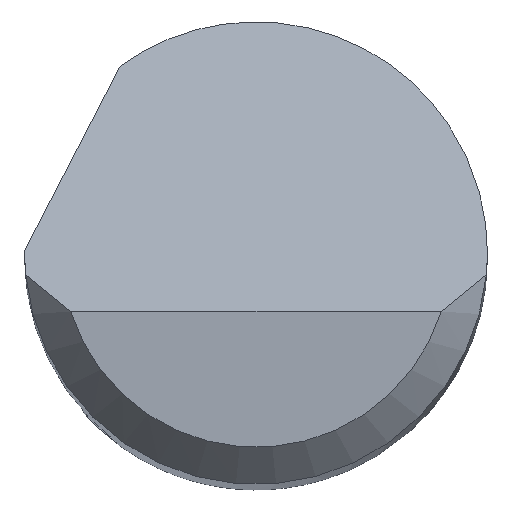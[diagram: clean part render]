
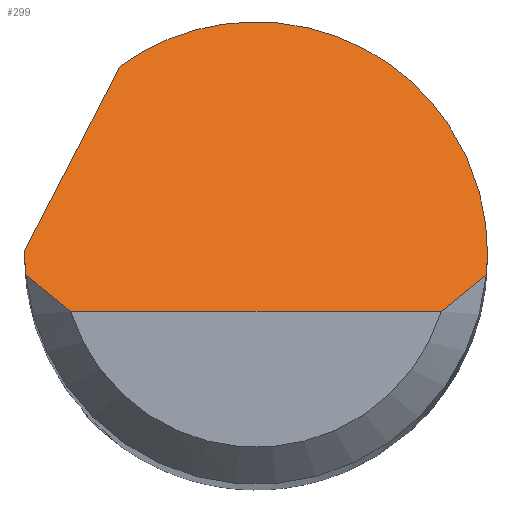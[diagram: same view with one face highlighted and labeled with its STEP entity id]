
A CAD part, top view. The second image highlights one B-rep face of the part: STEP entity #299.
In plain terms, the highlighted planar face has unit normal (0, 0.707, 0.707).
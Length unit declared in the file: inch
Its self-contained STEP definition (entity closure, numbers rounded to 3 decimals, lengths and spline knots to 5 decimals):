
#3 = VERTEX_POINT ( 'NONE', #623 ) ;
#36 = PLANE ( 'NONE',  #765 ) ;
#42 = CARTESIAN_POINT ( 'NONE',  ( 0.09361, -0.00584, 1.48209 ) ) ;
#45 = CARTESIAN_POINT ( 'NONE',  ( -0.09374, 0.001, 1.47525 ) ) ;
#59 = CARTESIAN_POINT ( 'NONE',  ( -0.05508, 0.07587, 1.40038 ) ) ;
#67 = VERTEX_POINT ( 'NONE', #709 ) ;
#70 = CARTESIAN_POINT ( 'NONE',  ( 0.09375, 0.08754, 1.38871 ) ) ;
#74 = ORIENTED_EDGE ( 'NONE', *, *, #176, .F. ) ;
#77 = CARTESIAN_POINT ( 'NONE',  ( 0., -0.02375, 1.5 ) ) ;
#96 = VERTEX_POINT ( 'NONE', #45 ) ;
#100 =( BOUNDED_CURVE ( )  B_SPLINE_CURVE ( 3, ( #367, #483, #699, #688 ),
 .UNSPECIFIED., .F., .T. ) 
 B_SPLINE_CURVE_WITH_KNOTS ( ( 4, 4 ),
 ( 4.61892, 4.71239 ),
 .UNSPECIFIED. ) 
 CURVE ( )  GEOMETRIC_REPRESENTATION_ITEM ( )  RATIONAL_B_SPLINE_CURVE ( ( 1., 0.999, 0.999, 1. ) ) 
 REPRESENTATION_ITEM ( '' )  );
#107 = CARTESIAN_POINT ( 'NONE',  ( 0.09375, -0.00292, 1.47917 ) ) ;
#113 = CARTESIAN_POINT ( 'NONE',  ( -0.07508, -0.02375, 1.5 ) ) ;
#116 = CARTESIAN_POINT ( 'NONE',  ( 0.01576, 0.12729, 1.34896 ) ) ;
#132 = CARTESIAN_POINT ( 'NONE',  ( -0.09374, 0.001, 1.47525 ) ) ;
#151 = DIRECTION ( 'NONE',  ( 1., 0., 0. ) ) ;
#159 = CARTESIAN_POINT ( 'NONE',  ( -0.09375, -0.02375, 1.5 ) ) ;
#160 = ORIENTED_EDGE ( 'NONE', *, *, #408, .F. ) ;
#172 = EDGE_LOOP ( 'NONE', ( #816, #304, #465, #160, #74, #514, #729, #175 ) ) ;
#175 = ORIENTED_EDGE ( 'NONE', *, *, #255, .T. ) ;
#176 = EDGE_CURVE ( 'NONE', #96, #3, #341, .T. ) ;
#194 = CARTESIAN_POINT ( 'NONE',  ( 0.07508, -0.02375, 1.5 ) ) ;
#201 = CARTESIAN_POINT ( 'NONE',  ( -0.09375, 0.00067, 1.47558 ) ) ;
#215 = VERTEX_POINT ( 'NONE', #216 ) ;
#216 = CARTESIAN_POINT ( 'NONE',  ( 0.09375, 0., 1.47625 ) ) ;
#237 = EDGE_CURVE ( 'NONE', #771, #313, #662, .T. ) ;
#251 =( BOUNDED_CURVE ( )  B_SPLINE_CURVE ( 3, ( #693, #107, #42, #501 ),
 .UNSPECIFIED., .F., .T. ) 
 B_SPLINE_CURVE_WITH_KNOTS ( ( 4, 4 ),
 ( 1.5708, 1.66427 ),
 .UNSPECIFIED. ) 
 CURVE ( )  GEOMETRIC_REPRESENTATION_ITEM ( )  RATIONAL_B_SPLINE_CURVE ( ( 1., 0.999, 0.999, 1. ) ) 
 REPRESENTATION_ITEM ( '' )  );
#255 = EDGE_CURVE ( 'NONE', #802, #771, #755, .T. ) ;
#263 = CARTESIAN_POINT ( 'NONE',  ( -0.09375, 0., 1.47625 ) ) ;
#281 = VECTOR ( 'NONE', #151, 39.37008 ) ;
#299 = ADVANCED_FACE ( 'NONE', ( #318 ), #36, .F. ) ;
#304 = ORIENTED_EDGE ( 'NONE', *, *, #797, .T. ) ;
#313 = VERTEX_POINT ( 'NONE', #433 ) ;
#318 = FACE_OUTER_BOUND ( 'NONE', #172, .T. ) ;
#320 = CARTESIAN_POINT ( 'NONE',  ( 0.08157, -0.019, 1.49525 ) ) ;
#336 = EDGE_CURVE ( 'NONE', #215, #493, #251, .T. ) ;
#338 = CARTESIAN_POINT ( 'NONE',  ( -0.10502, -0.02084, 1.49709 ) ) ;
#341 = LINE ( 'NONE', #338, #371 ) ;
#367 = CARTESIAN_POINT ( 'NONE',  ( -0.09334, -0.00875, 1.485 ) ) ;
#371 = VECTOR ( 'NONE', #786, 39.37008 ) ;
#383 = CARTESIAN_POINT ( 'NONE',  ( 0.09334, -0.00875, 1.485 ) ) ;
#408 = EDGE_CURVE ( 'NONE', #3, #215, #748, .T. ) ;
#412 = DIRECTION ( 'NONE',  ( 0., 0.707, -0.707 ) ) ;
#433 = CARTESIAN_POINT ( 'NONE',  ( 0.07508, -0.02375, 1.5 ) ) ;
#465 = ORIENTED_EDGE ( 'NONE', *, *, #336, .F. ) ;
#483 = CARTESIAN_POINT ( 'NONE',  ( -0.09361, -0.00584, 1.48209 ) ) ;
#493 = VERTEX_POINT ( 'NONE', #803 ) ;
#501 = CARTESIAN_POINT ( 'NONE',  ( 0.09334, -0.00875, 1.485 ) ) ;
#514 = ORIENTED_EDGE ( 'NONE', *, *, #840, .F. ) ;
#519 = CARTESIAN_POINT ( 'NONE',  ( -0.09375, 0.00033, 1.47592 ) ) ;
#596 = CARTESIAN_POINT ( 'NONE',  ( -0.09334, -0.00875, 1.485 ) ) ;
#601 = CARTESIAN_POINT ( 'NONE',  ( -0.08157, -0.019, 1.49525 ) ) ;
#607 = DIRECTION ( 'NONE',  ( 0., -0.707, -0.707 ) ) ;
#623 = CARTESIAN_POINT ( 'NONE',  ( -0.05508, 0.07587, 1.40038 ) ) ;
#636 = EDGE_CURVE ( 'NONE', #802, #67, #100, .T. ) ;
#662 = LINE ( 'NONE', #77, #281 ) ;
#668 = CARTESIAN_POINT ( 'NONE',  ( -0.08761, -0.01397, 1.49022 ) ) ;
#688 = CARTESIAN_POINT ( 'NONE',  ( -0.09375, 0., 1.47625 ) ) ;
#693 = CARTESIAN_POINT ( 'NONE',  ( 0.09375, 0., 1.47625 ) ) ;
#699 = CARTESIAN_POINT ( 'NONE',  ( -0.09375, -0.00292, 1.47917 ) ) ;
#709 = CARTESIAN_POINT ( 'NONE',  ( -0.09375, 0., 1.47625 ) ) ;
#729 = ORIENTED_EDGE ( 'NONE', *, *, #636, .F. ) ;
#732 = B_SPLINE_CURVE_WITH_KNOTS ( 'NONE', 3,
 ( #194, #320, #841, #383 ),
 .UNSPECIFIED., .F., .F.,
 ( 4, 4 ),
 ( 0., 0.00071 ),
 .UNSPECIFIED. ) ;
#748 =( BOUNDED_CURVE ( )  B_SPLINE_CURVE ( 3, ( #59, #116, #70, #789 ),
 .UNSPECIFIED., .F., .T. ) 
 B_SPLINE_CURVE_WITH_KNOTS ( ( 4, 4 ),
 ( 5.65523, 7.85398 ),
 .UNSPECIFIED. ) 
 CURVE ( )  GEOMETRIC_REPRESENTATION_ITEM ( )  RATIONAL_B_SPLINE_CURVE ( ( 1., 0.636, 0.636, 1. ) ) 
 REPRESENTATION_ITEM ( '' )  );
#755 = B_SPLINE_CURVE_WITH_KNOTS ( 'NONE', 3,
 ( #596, #668, #601, #113 ),
 .UNSPECIFIED., .F., .F.,
 ( 4, 4 ),
 ( 0., 0.00071 ),
 .UNSPECIFIED. ) ;
#765 = AXIS2_PLACEMENT_3D ( 'NONE', #159, #607, #412 ) ;
#767 = CARTESIAN_POINT ( 'NONE',  ( -0.07508, -0.02375, 1.5 ) ) ;
#771 = VERTEX_POINT ( 'NONE', #767 ) ;
#781 = CARTESIAN_POINT ( 'NONE',  ( -0.09334, -0.00875, 1.485 ) ) ;
#786 = DIRECTION ( 'NONE',  ( 0.343, 0.664, -0.664 ) ) ;
#789 = CARTESIAN_POINT ( 'NONE',  ( 0.09375, 0., 1.47625 ) ) ;
#797 = EDGE_CURVE ( 'NONE', #313, #493, #732, .T. ) ;
#802 = VERTEX_POINT ( 'NONE', #781 ) ;
#803 = CARTESIAN_POINT ( 'NONE',  ( 0.09334, -0.00875, 1.485 ) ) ;
#816 = ORIENTED_EDGE ( 'NONE', *, *, #237, .T. ) ;
#840 = EDGE_CURVE ( 'NONE', #67, #96, #843, .T. ) ;
#841 = CARTESIAN_POINT ( 'NONE',  ( 0.08761, -0.01397, 1.49022 ) ) ;
#843 =( BOUNDED_CURVE ( )  B_SPLINE_CURVE ( 3, ( #263, #519, #201, #132 ),
 .UNSPECIFIED., .F., .T. ) 
 B_SPLINE_CURVE_WITH_KNOTS ( ( 4, 4 ),
 ( 4.71239, 4.72306 ),
 .UNSPECIFIED. ) 
 CURVE ( )  GEOMETRIC_REPRESENTATION_ITEM ( )  RATIONAL_B_SPLINE_CURVE ( ( 1., 1., 1., 1. ) ) 
 REPRESENTATION_ITEM ( '' )  );
